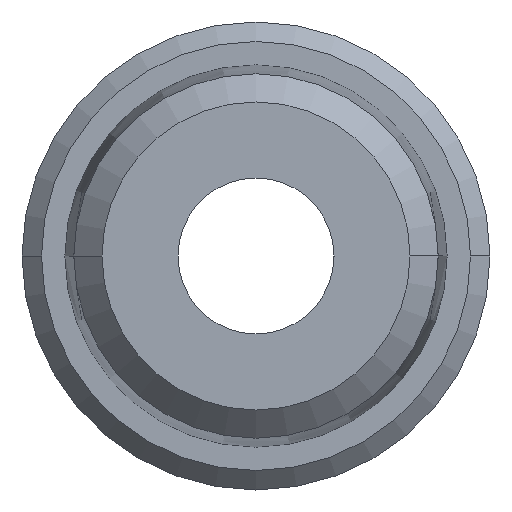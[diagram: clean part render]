
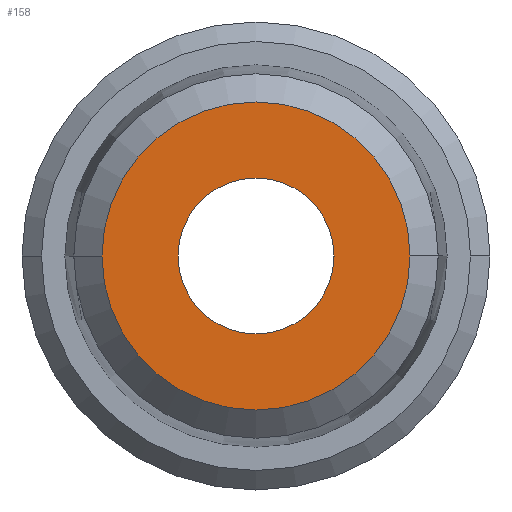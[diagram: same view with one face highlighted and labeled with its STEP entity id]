
A CAD part, front view. The second image highlights one B-rep face of the part: STEP entity #158.
In plain terms, the highlighted planar face has unit normal (0, -1, 0).
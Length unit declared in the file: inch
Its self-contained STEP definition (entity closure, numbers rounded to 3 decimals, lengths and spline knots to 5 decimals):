
#82 = VERTEX_POINT ( 'NONE', #451 ) ;
#87 = DIRECTION ( 'NONE',  ( -1., 0., 0. ) ) ;
#93 = DIRECTION ( 'NONE',  ( 0., -1., 0. ) ) ;
#96 = VERTEX_POINT ( 'NONE', #455 ) ;
#101 = CARTESIAN_POINT ( 'NONE',  ( 0., 0., 0. ) ) ;
#115 = EDGE_LOOP ( 'NONE', ( #1028, #1110 ) ) ;
#121 = EDGE_CURVE ( 'NONE', #276, #1414, #236, .T. ) ;
#158 = ADVANCED_FACE ( 'NONE', ( #878, #465 ), #345, .T. ) ;
#195 = EDGE_CURVE ( 'NONE', #96, #82, #634, .T. ) ;
#236 = CIRCLE ( 'NONE', #1226, 0.07874 ) ;
#237 = DIRECTION ( 'NONE',  ( 0., 0., -1. ) ) ;
#247 = DIRECTION ( 'NONE',  ( 0., -1., 0. ) ) ;
#254 = CARTESIAN_POINT ( 'NONE',  ( -0.11713, 0., 0. ) ) ;
#276 = VERTEX_POINT ( 'NONE', #938 ) ;
#345 = PLANE ( 'NONE',  #457 ) ;
#359 = DIRECTION ( 'NONE',  ( -1., 0., 0. ) ) ;
#362 = DIRECTION ( 'NONE',  ( 0., 1., 0. ) ) ;
#364 = CARTESIAN_POINT ( 'NONE',  ( 0., 0., 0. ) ) ;
#446 = AXIS2_PLACEMENT_3D ( 'NONE', #1451, #1443, #1438 ) ;
#451 = CARTESIAN_POINT ( 'NONE',  ( -0.15551, 0., 0. ) ) ;
#455 = CARTESIAN_POINT ( 'NONE',  ( 0.15551, 0., 0. ) ) ;
#457 = AXIS2_PLACEMENT_3D ( 'NONE', #254, #247, #237 ) ;
#465 = FACE_OUTER_BOUND ( 'NONE', #928, .T. ) ;
#520 = DIRECTION ( 'NONE',  ( -1., 0., 0. ) ) ;
#600 = CARTESIAN_POINT ( 'NONE',  ( 0.07874, 0., 0. ) ) ;
#634 = CIRCLE ( 'NONE', #1100, 0.15551 ) ;
#645 = CARTESIAN_POINT ( 'NONE',  ( 0., 0., 0. ) ) ;
#746 = AXIS2_PLACEMENT_3D ( 'NONE', #645, #1195, #520 ) ;
#878 = FACE_BOUND ( 'NONE', #115, .T. ) ;
#928 = EDGE_LOOP ( 'NONE', ( #990, #1288 ) ) ;
#938 = CARTESIAN_POINT ( 'NONE',  ( -0.07874, 0., 0. ) ) ;
#990 = ORIENTED_EDGE ( 'NONE', *, *, #1125, .T. ) ;
#1028 = ORIENTED_EDGE ( 'NONE', *, *, #121, .T. ) ;
#1051 = CIRCLE ( 'NONE', #446, 0.07874 ) ;
#1100 = AXIS2_PLACEMENT_3D ( 'NONE', #101, #93, #87 ) ;
#1110 = ORIENTED_EDGE ( 'NONE', *, *, #1205, .T. ) ;
#1125 = EDGE_CURVE ( 'NONE', #82, #96, #1184, .T. ) ;
#1184 = CIRCLE ( 'NONE', #746, 0.15551 ) ;
#1195 = DIRECTION ( 'NONE',  ( 0., -1., 0. ) ) ;
#1205 = EDGE_CURVE ( 'NONE', #1414, #276, #1051, .T. ) ;
#1226 = AXIS2_PLACEMENT_3D ( 'NONE', #364, #362, #359 ) ;
#1288 = ORIENTED_EDGE ( 'NONE', *, *, #195, .T. ) ;
#1414 = VERTEX_POINT ( 'NONE', #600 ) ;
#1438 = DIRECTION ( 'NONE',  ( -1., 0., 0. ) ) ;
#1443 = DIRECTION ( 'NONE',  ( 0., 1., 0. ) ) ;
#1451 = CARTESIAN_POINT ( 'NONE',  ( 0., 0., 0. ) ) ;
